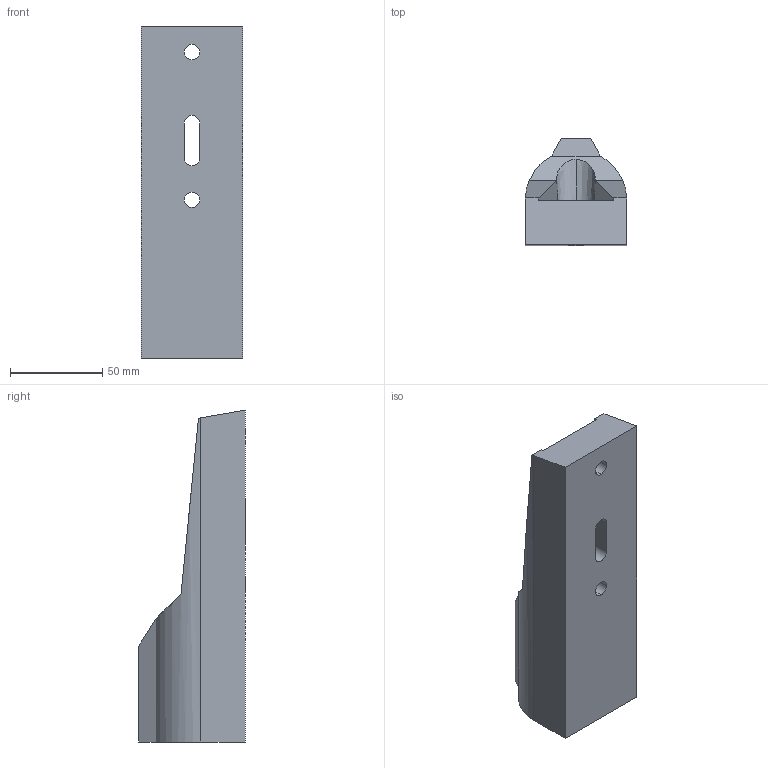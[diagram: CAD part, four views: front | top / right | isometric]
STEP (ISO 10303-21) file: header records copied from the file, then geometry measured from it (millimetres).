
FILE_DESCRIPTION (( 'STEP AP214' ), '1' );
FILE_NAME ('SNSK.17.01.00_Îñíîâàíèå áîêîâîå.STEP', '2017-05-04T09:07:16', ( '' ), ( '' ), 'SwSTEP 2.0', 'SolidWorks 2016', '' );
FILE_SCHEMA (( 'AUTOMOTIVE_DESIGN' ));
Length unit declared in the file: millimetre
Products named in the file (1): SNSK.17.01.00_Îñíîâàíèå áîêîâîå
Bounding box: 55 x 58 x 180 mm (x, y, z)
Volume: 265032.9 mm3; surface area: 48767.1 mm2
Topology: 1 solids, 1 shells, 50 faces, 127 edges, 84 vertices
Faces by surface type: cylinder 24, plane 24, cone 2
Entity records: 1699 total; most frequent: CARTESIAN_POINT 424, DIRECTION 259, ORIENTED_EDGE 254, EDGE_CURVE 127, AXIS2_PLACEMENT_3D 95, VERTEX_POINT 84, LINE 69, VECTOR 69
